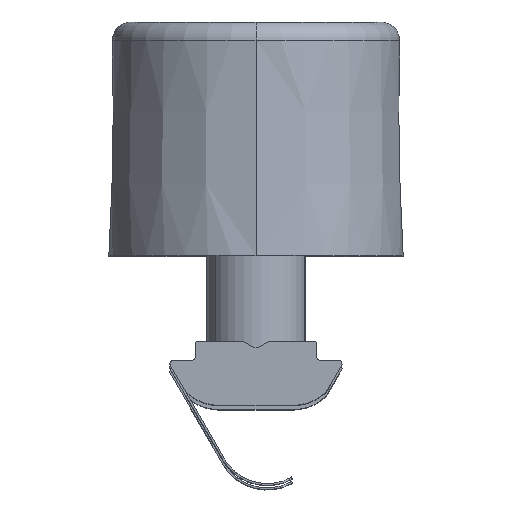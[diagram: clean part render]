
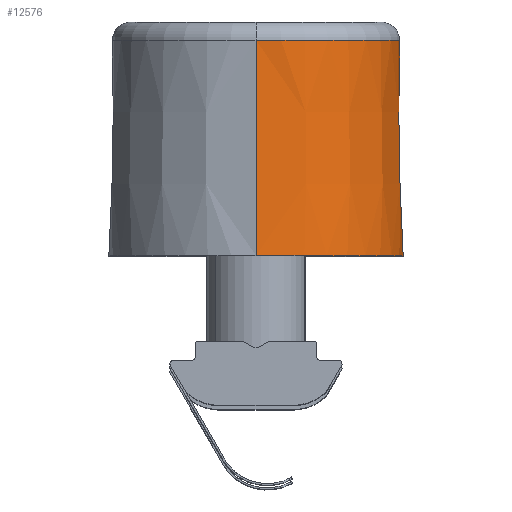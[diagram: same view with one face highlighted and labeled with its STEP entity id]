
A CAD part, top view. The second image highlights one B-rep face of the part: STEP entity #12576.
In plain terms, the highlighted conical face has half-angle 1 degrees and reference radius 12 mm.
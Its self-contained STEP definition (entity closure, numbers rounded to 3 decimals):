
#37 = CARTESIAN_POINT ( 'NONE',  ( 0., 5.2, -21.5 ) ) ;
#75 = EDGE_CURVE ( 'NONE', #17657, #12749, #19332, .T. ) ;
#88 = CARTESIAN_POINT ( 'NONE',  ( 0., 5.2, -9.5 ) ) ;
#382 = CARTESIAN_POINT ( 'NONE',  ( 8.345, 22.042, -17.709 ) ) ;
#616 = VERTEX_POINT ( 'NONE', #2808 ) ;
#1188 = CARTESIAN_POINT ( 'NONE',  ( 8.606, 7.2, -17.813 ) ) ;
#1255 = AXIS2_PLACEMENT_3D ( 'NONE', #88, #23253, #13766 ) ;
#1426 = CARTESIAN_POINT ( 'NONE',  ( 8.638, 5.333, -17.826 ) ) ;
#1825 = AXIS2_PLACEMENT_3D ( 'NONE', #18440, #12793, #24309 ) ;
#2808 = CARTESIAN_POINT ( 'NONE',  ( 8.641, 5.2, -17.827 ) ) ;
#3000 = B_SPLINE_CURVE_WITH_KNOTS ( 'NONE', 3,
 ( #18149, #7915, #19691, #23660, #8299, #11998, #10089, #5880, #382, #8171 ),
 .UNSPECIFIED., .F., .F.,
 ( 4, 2, 2, 2, 4 ),
 ( 0., 0.5, 0.75, 0.875, 1. ),
 .UNSPECIFIED. ) ;
#3004 = VERTEX_POINT ( 'NONE', #21010 ) ;
#3240 = CARTESIAN_POINT ( 'NONE',  ( 8.531, 11.466, -17.783 ) ) ;
#3833 = CARTESIAN_POINT ( 'NONE',  ( 0., 22.403, -9.5 ) ) ;
#4197 = VERTEX_POINT ( 'NONE', #21522 ) ;
#4309 = ORIENTED_EDGE ( 'NONE', *, *, #21766, .T. ) ;
#5152 = CARTESIAN_POINT ( 'NONE',  ( 8.641, 5.2, -17.827 ) ) ;
#5880 = CARTESIAN_POINT ( 'NONE',  ( 8.341, 22.072, -17.712 ) ) ;
#6058 = DIRECTION ( 'NONE',  ( 0., -1., -0.017 ) ) ;
#6688 = EDGE_LOOP ( 'NONE', ( #12339, #20769, #18391, #13080, #22866, #4309, #22185 ) ) ;
#6791 = FACE_OUTER_BOUND ( 'NONE', #6688, .T. ) ;
#7915 = CARTESIAN_POINT ( 'NONE',  ( 8.032, 22.403, -18.008 ) ) ;
#7948 = CARTESIAN_POINT ( 'NONE',  ( 0., 22.726, 2.194 ) ) ;
#8171 = CARTESIAN_POINT ( 'NONE',  ( 8.346, 22.01, -17.709 ) ) ;
#8299 = CARTESIAN_POINT ( 'NONE',  ( 8.276, 22.236, -17.775 ) ) ;
#8337 = LINE ( 'NONE', #37, #12441 ) ;
#8746 = EDGE_CURVE ( 'NONE', #616, #12749, #12299, .T. ) ;
#8982 = CARTESIAN_POINT ( 'NONE',  ( 8.395, 19.206, -17.729 ) ) ;
#9003 = B_SPLINE_CURVE_WITH_KNOTS ( 'NONE', 3,
 ( #5152, #1426, #12699, #20763, #18839, #15121, #1188, #22943, #3240, #19086, #14617, #8982, #20508 ),
 .UNSPECIFIED., .F., .F.,
 ( 4, 3, 3, 3, 4 ),
 ( 0., 0., 0.002, 0.008, 0.017 ),
 .UNSPECIFIED. ) ;
#9680 = DIRECTION ( 'NONE',  ( 0., 0., 1. ) ) ;
#9759 = CIRCLE ( 'NONE', #19571, 11.7 ) ;
#10089 = CARTESIAN_POINT ( 'NONE',  ( 8.326, 22.131, -17.726 ) ) ;
#11012 = DIRECTION ( 'NONE',  ( 0., -1., 0.017 ) ) ;
#11998 = CARTESIAN_POINT ( 'NONE',  ( 8.315, 22.159, -17.737 ) ) ;
#12259 = EDGE_CURVE ( 'NONE', #616, #16457, #9003, .T. ) ;
#12299 = CIRCLE ( 'NONE', #1255, 12. ) ;
#12339 = ORIENTED_EDGE ( 'NONE', *, *, #18433, .T. ) ;
#12441 = VECTOR ( 'NONE', #6058, 1000. ) ;
#12576 = ADVANCED_FACE ( 'NONE', ( #6791 ), #14478, .T. ) ;
#12699 = CARTESIAN_POINT ( 'NONE',  ( 8.636, 5.467, -17.825 ) ) ;
#12749 = VERTEX_POINT ( 'NONE', #23155 ) ;
#12793 = DIRECTION ( 'NONE',  ( 0., -1., 0. ) ) ;
#12889 = VECTOR ( 'NONE', #11012, 1000. ) ;
#13080 = ORIENTED_EDGE ( 'NONE', *, *, #12259, .T. ) ;
#13408 = CARTESIAN_POINT ( 'NONE',  ( 0., 22.726, -9.5 ) ) ;
#13766 = DIRECTION ( 'NONE',  ( 0., 0., -1. ) ) ;
#14478 = CONICAL_SURFACE ( 'NONE', #1825, 12., 0.017 ) ;
#14617 = CARTESIAN_POINT ( 'NONE',  ( 8.444, 16.402, -17.749 ) ) ;
#15121 = CARTESIAN_POINT ( 'NONE',  ( 8.615, 6.666, -17.817 ) ) ;
#15184 = DIRECTION ( 'NONE',  ( 0., -1., 0. ) ) ;
#15404 = VERTEX_POINT ( 'NONE', #16869 ) ;
#16457 = VERTEX_POINT ( 'NONE', #18833 ) ;
#16869 = CARTESIAN_POINT ( 'NONE',  ( 0., 22.726, -21.194 ) ) ;
#17258 = DIRECTION ( 'NONE',  ( 0., 1., 0. ) ) ;
#17657 = VERTEX_POINT ( 'NONE', #7948 ) ;
#18149 = CARTESIAN_POINT ( 'NONE',  ( 7.939, 22.403, -18.094 ) ) ;
#18391 = ORIENTED_EDGE ( 'NONE', *, *, #8746, .F. ) ;
#18433 = EDGE_CURVE ( 'NONE', #15404, #17657, #23971, .T. ) ;
#18440 = CARTESIAN_POINT ( 'NONE',  ( 0., 5.2, -9.5 ) ) ;
#18833 = CARTESIAN_POINT ( 'NONE',  ( 8.346, 22.01, -17.709 ) ) ;
#18839 = CARTESIAN_POINT ( 'NONE',  ( 8.624, 6.133, -17.82 ) ) ;
#19049 = DIRECTION ( 'NONE',  ( 0., 0., -1. ) ) ;
#19086 = CARTESIAN_POINT ( 'NONE',  ( 8.494, 13.599, -17.768 ) ) ;
#19332 = LINE ( 'NONE', #23315, #12889 ) ;
#19571 = AXIS2_PLACEMENT_3D ( 'NONE', #3833, #17258, #19049 ) ;
#19691 = CARTESIAN_POINT ( 'NONE',  ( 8.123, 22.374, -17.921 ) ) ;
#20508 = CARTESIAN_POINT ( 'NONE',  ( 8.346, 22.01, -17.709 ) ) ;
#20763 = CARTESIAN_POINT ( 'NONE',  ( 8.634, 5.6, -17.824 ) ) ;
#20769 = ORIENTED_EDGE ( 'NONE', *, *, #75, .T. ) ;
#21010 = CARTESIAN_POINT ( 'NONE',  ( 7.939, 22.403, -18.094 ) ) ;
#21522 = CARTESIAN_POINT ( 'NONE',  ( 0., 22.403, -21.2 ) ) ;
#21766 = EDGE_CURVE ( 'NONE', #3004, #4197, #9759, .T. ) ;
#21881 = EDGE_CURVE ( 'NONE', #3004, #16457, #3000, .T. ) ;
#22185 = ORIENTED_EDGE ( 'NONE', *, *, #24345, .F. ) ;
#22866 = ORIENTED_EDGE ( 'NONE', *, *, #21881, .F. ) ;
#22943 = CARTESIAN_POINT ( 'NONE',  ( 8.568, 9.333, -17.798 ) ) ;
#23155 = CARTESIAN_POINT ( 'NONE',  ( 0., 5.2, 2.5 ) ) ;
#23253 = DIRECTION ( 'NONE',  ( 0., -1., 0. ) ) ;
#23315 = CARTESIAN_POINT ( 'NONE',  ( 0., 5.2, 2.5 ) ) ;
#23660 = CARTESIAN_POINT ( 'NONE',  ( 8.241, 22.277, -17.808 ) ) ;
#23971 = CIRCLE ( 'NONE', #24036, 11.694 ) ;
#24036 = AXIS2_PLACEMENT_3D ( 'NONE', #13408, #15184, #9680 ) ;
#24309 = DIRECTION ( 'NONE',  ( 0., 0., -1. ) ) ;
#24345 = EDGE_CURVE ( 'NONE', #15404, #4197, #8337, .T. ) ;
